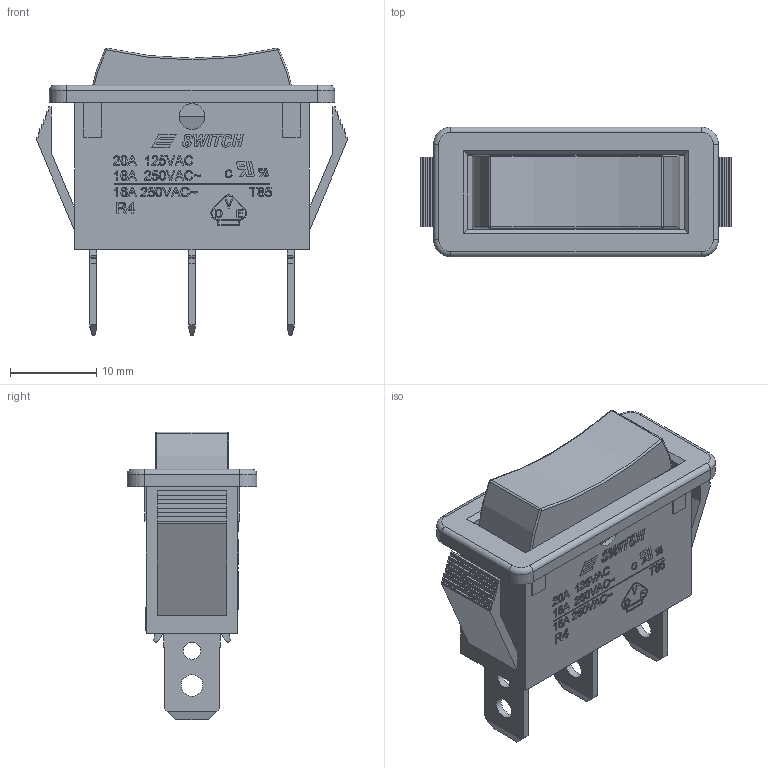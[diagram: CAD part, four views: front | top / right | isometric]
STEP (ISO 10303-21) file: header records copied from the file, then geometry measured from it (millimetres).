
FILE_DESCRIPTION((''),'2;1');
FILE_NAME('R4GBLKBLKEF0.stp','2011-10-25T15:46:14',('blarson'),(''),'Autodesk Inventor 11','Autodesk Inventor 11','');
FILE_SCHEMA(('AUTOMOTIVE_DESIGN { 1 0 10303 214 1 1 1 1 }'));
Length unit declared in the file: millimetre
Products named in the file (4): M040110; R4 BODY; R4 ACTUATOR BLK E; R4 F TERM
Assembly tree (5 placements, depth 2):
  M040110
    R4 BODY
    R4 ACTUATOR BLK E
    R4 F TERM  x3
Bounding box: 36 x 15 x 33.31 mm (x, y, z)
Volume: 3167.6 mm3; surface area: 6594.6 mm2
Topology: 5 solids, 5 shells, 1014 faces, 2731 edges, 1807 vertices
Faces by surface type: plane 604, bspline 332, cylinder 62, torus 10, sphere 4, cone 2
Full cylindrical faces by diameter (mm): 2 x4, 2.5 x3, 3 x3, 3.4 x1
Entity records: 31552 total; most frequent: CARTESIAN_POINT 9285, ORIENTED_EDGE 5174, DIRECTION 3404, EDGE_CURVE 2587, VECTOR 1838, LINE 1838, VERTEX_POINT 1717, EDGE_LOOP 1072
